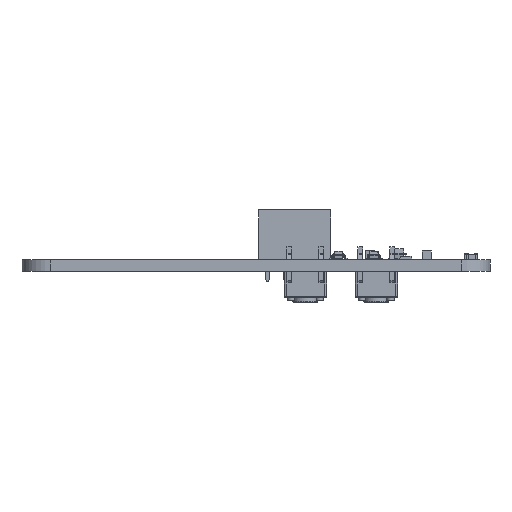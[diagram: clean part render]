
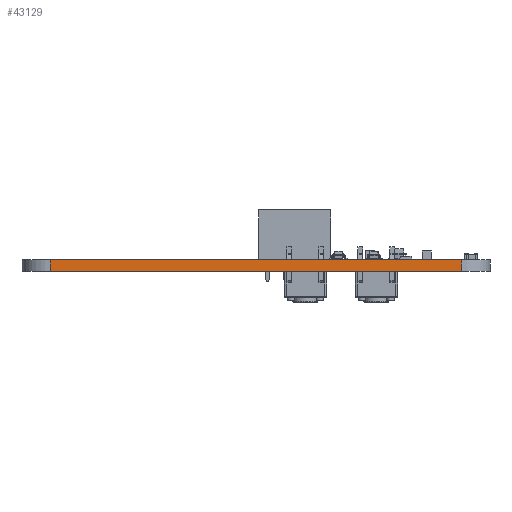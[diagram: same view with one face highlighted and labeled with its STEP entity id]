
A CAD part, left-side view. The second image highlights one B-rep face of the part: STEP entity #43129.
In plain terms, the highlighted planar face has unit normal (-1, 0, 0).
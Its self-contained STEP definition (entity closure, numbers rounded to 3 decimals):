
#39712 = PLANE('',#39713);
#39713 = AXIS2_PLACEMENT_3D('',#39714,#39715,#39716);
#39714 = CARTESIAN_POINT('',(150.,-117.316,1.6));
#39715 = DIRECTION('',(0.,0.,1.));
#39716 = DIRECTION('',(1.,0.,-0.));
#39766 = PLANE('',#39767);
#39767 = AXIS2_PLACEMENT_3D('',#39768,#39769,#39770);
#39768 = CARTESIAN_POINT('',(150.,-117.316,0.));
#39769 = DIRECTION('',(0.,0.,1.));
#39770 = DIRECTION('',(1.,0.,-0.));
#40133 = VERTEX_POINT('',#40134);
#40134 = CARTESIAN_POINT('',(102.,-88.,0.));
#40149 = CYLINDRICAL_SURFACE('',#40150,4.);
#40150 = AXIS2_PLACEMENT_3D('',#40151,#40152,#40153);
#40151 = CARTESIAN_POINT('',(106.,-88.,0.));
#40152 = DIRECTION('',(-0.,-0.,-1.));
#40153 = DIRECTION('',(1.,0.,-0.));
#40161 = EDGE_CURVE('',#40133,#40162,#40164,.T.);
#40162 = VERTEX_POINT('',#40163);
#40163 = CARTESIAN_POINT('',(102.,-146.,0.));
#40164 = SURFACE_CURVE('',#40165,(#40169,#40176),.PCURVE_S1.);
#40165 = LINE('',#40166,#40167);
#40166 = CARTESIAN_POINT('',(102.,-88.,0.));
#40167 = VECTOR('',#40168,1.);
#40168 = DIRECTION('',(0.,-1.,0.));
#40169 = PCURVE('',#39766,#40170);
#40170 = DEFINITIONAL_REPRESENTATION('',(#40171),#40175);
#40171 = LINE('',#40172,#40173);
#40172 = CARTESIAN_POINT('',(-48.,29.316));
#40173 = VECTOR('',#40174,1.);
#40174 = DIRECTION('',(0.,-1.));
#40175 = ( GEOMETRIC_REPRESENTATION_CONTEXT(2) 
PARAMETRIC_REPRESENTATION_CONTEXT() REPRESENTATION_CONTEXT('2D SPACE',''
  ) );
#40176 = PCURVE('',#40177,#40182);
#40177 = PLANE('',#40178);
#40178 = AXIS2_PLACEMENT_3D('',#40179,#40180,#40181);
#40179 = CARTESIAN_POINT('',(102.,-88.,0.));
#40180 = DIRECTION('',(1.,0.,-0.));
#40181 = DIRECTION('',(0.,-1.,0.));
#40182 = DEFINITIONAL_REPRESENTATION('',(#40183),#40187);
#40183 = LINE('',#40184,#40185);
#40184 = CARTESIAN_POINT('',(0.,0.));
#40185 = VECTOR('',#40186,1.);
#40186 = DIRECTION('',(1.,0.));
#40187 = ( GEOMETRIC_REPRESENTATION_CONTEXT(2) 
PARAMETRIC_REPRESENTATION_CONTEXT() REPRESENTATION_CONTEXT('2D SPACE',''
  ) );
#40206 = CYLINDRICAL_SURFACE('',#40207,4.);
#40207 = AXIS2_PLACEMENT_3D('',#40208,#40209,#40210);
#40208 = CARTESIAN_POINT('',(106.,-146.,0.));
#40209 = DIRECTION('',(-0.,-0.,-1.));
#40210 = DIRECTION('',(1.,0.,-0.));
#41782 = VERTEX_POINT('',#41783);
#41783 = CARTESIAN_POINT('',(102.,-88.,1.6));
#41805 = EDGE_CURVE('',#41782,#41806,#41808,.T.);
#41806 = VERTEX_POINT('',#41807);
#41807 = CARTESIAN_POINT('',(102.,-146.,1.6));
#41808 = SURFACE_CURVE('',#41809,(#41813,#41820),.PCURVE_S1.);
#41809 = LINE('',#41810,#41811);
#41810 = CARTESIAN_POINT('',(102.,-88.,1.6));
#41811 = VECTOR('',#41812,1.);
#41812 = DIRECTION('',(0.,-1.,0.));
#41813 = PCURVE('',#39712,#41814);
#41814 = DEFINITIONAL_REPRESENTATION('',(#41815),#41819);
#41815 = LINE('',#41816,#41817);
#41816 = CARTESIAN_POINT('',(-48.,29.316));
#41817 = VECTOR('',#41818,1.);
#41818 = DIRECTION('',(0.,-1.));
#41819 = ( GEOMETRIC_REPRESENTATION_CONTEXT(2) 
PARAMETRIC_REPRESENTATION_CONTEXT() REPRESENTATION_CONTEXT('2D SPACE',''
  ) );
#41820 = PCURVE('',#40177,#41821);
#41821 = DEFINITIONAL_REPRESENTATION('',(#41822),#41826);
#41822 = LINE('',#41823,#41824);
#41823 = CARTESIAN_POINT('',(0.,-1.6));
#41824 = VECTOR('',#41825,1.);
#41825 = DIRECTION('',(1.,0.));
#41826 = ( GEOMETRIC_REPRESENTATION_CONTEXT(2) 
PARAMETRIC_REPRESENTATION_CONTEXT() REPRESENTATION_CONTEXT('2D SPACE',''
  ) );
#43079 = EDGE_CURVE('',#40162,#41806,#43080,.T.);
#43080 = SURFACE_CURVE('',#43081,(#43085,#43092),.PCURVE_S1.);
#43081 = LINE('',#43082,#43083);
#43082 = CARTESIAN_POINT('',(102.,-146.,0.));
#43083 = VECTOR('',#43084,1.);
#43084 = DIRECTION('',(0.,0.,1.));
#43085 = PCURVE('',#40206,#43086);
#43086 = DEFINITIONAL_REPRESENTATION('',(#43087),#43091);
#43087 = LINE('',#43088,#43089);
#43088 = CARTESIAN_POINT('',(-3.142,0.));
#43089 = VECTOR('',#43090,1.);
#43090 = DIRECTION('',(-0.,-1.));
#43091 = ( GEOMETRIC_REPRESENTATION_CONTEXT(2) 
PARAMETRIC_REPRESENTATION_CONTEXT() REPRESENTATION_CONTEXT('2D SPACE',''
  ) );
#43092 = PCURVE('',#40177,#43093);
#43093 = DEFINITIONAL_REPRESENTATION('',(#43094),#43098);
#43094 = LINE('',#43095,#43096);
#43095 = CARTESIAN_POINT('',(58.,0.));
#43096 = VECTOR('',#43097,1.);
#43097 = DIRECTION('',(0.,-1.));
#43098 = ( GEOMETRIC_REPRESENTATION_CONTEXT(2) 
PARAMETRIC_REPRESENTATION_CONTEXT() REPRESENTATION_CONTEXT('2D SPACE',''
  ) );
#43129 = ADVANCED_FACE('',(#43130),#40177,.F.);
#43130 = FACE_BOUND('',#43131,.F.);
#43131 = EDGE_LOOP('',(#43132,#43153,#43154,#43155));
#43132 = ORIENTED_EDGE('',*,*,#43133,.T.);
#43133 = EDGE_CURVE('',#40133,#41782,#43134,.T.);
#43134 = SURFACE_CURVE('',#43135,(#43139,#43146),.PCURVE_S1.);
#43135 = LINE('',#43136,#43137);
#43136 = CARTESIAN_POINT('',(102.,-88.,0.));
#43137 = VECTOR('',#43138,1.);
#43138 = DIRECTION('',(0.,0.,1.));
#43139 = PCURVE('',#40177,#43140);
#43140 = DEFINITIONAL_REPRESENTATION('',(#43141),#43145);
#43141 = LINE('',#43142,#43143);
#43142 = CARTESIAN_POINT('',(0.,0.));
#43143 = VECTOR('',#43144,1.);
#43144 = DIRECTION('',(0.,-1.));
#43145 = ( GEOMETRIC_REPRESENTATION_CONTEXT(2) 
PARAMETRIC_REPRESENTATION_CONTEXT() REPRESENTATION_CONTEXT('2D SPACE',''
  ) );
#43146 = PCURVE('',#40149,#43147);
#43147 = DEFINITIONAL_REPRESENTATION('',(#43148),#43152);
#43148 = LINE('',#43149,#43150);
#43149 = CARTESIAN_POINT('',(-3.142,0.));
#43150 = VECTOR('',#43151,1.);
#43151 = DIRECTION('',(-0.,-1.));
#43152 = ( GEOMETRIC_REPRESENTATION_CONTEXT(2) 
PARAMETRIC_REPRESENTATION_CONTEXT() REPRESENTATION_CONTEXT('2D SPACE',''
  ) );
#43153 = ORIENTED_EDGE('',*,*,#41805,.T.);
#43154 = ORIENTED_EDGE('',*,*,#43079,.F.);
#43155 = ORIENTED_EDGE('',*,*,#40161,.F.);
